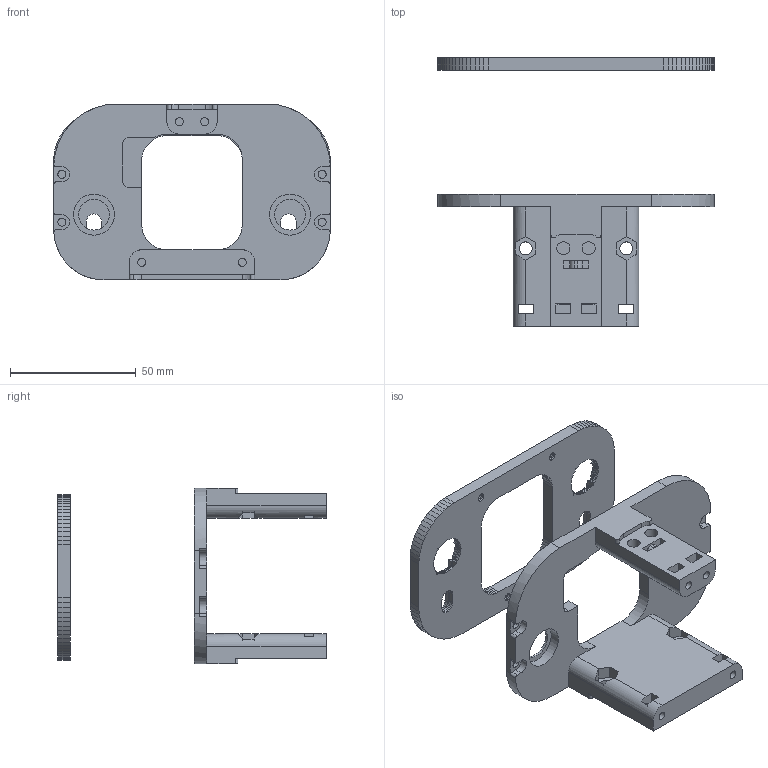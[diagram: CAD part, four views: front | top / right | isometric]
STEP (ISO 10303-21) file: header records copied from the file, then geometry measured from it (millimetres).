
FILE_DESCRIPTION( ( '' ), ' ' );
FILE_NAME( '5ee89dfa1926e215878fda04.step', '2020-06-16T10:24:58', ( '' ), ( '' ), ' ', ' ', ' ' );
FILE_SCHEMA( ( 'AUTOMOTIVE_DESIGN { 1 0 10303 214 1 1 1 1 }' ) );
Length unit declared in the file: metre
Products named in the file (2): Rear_Inner_Shoulder; Rear_Outer_Shoulder
Bounding box: 110 x 106.79 x 70 mm (x, y, z)
Volume: 75264 mm3; surface area: 36435.9 mm2
Topology: 2 solids, 2 shells, 1600 faces, 3684 edges, 2090 vertices
Faces by surface type: plane 1542, cylinder 58
Full cylindrical faces by diameter (mm): 3.2 x12, 5.2 x4, 12.3 x2, 16.3 x2
Entity records: 55768 total; most frequent: CARTESIAN_POINT 7356, ORIENTED_EDGE 7328, DIRECTION 7006, EDGE_CURVE 3664, LINE 3526, VECTOR 3526, VERTEX_POINT 2090, AXIS2_PLACEMENT_3D 1740
